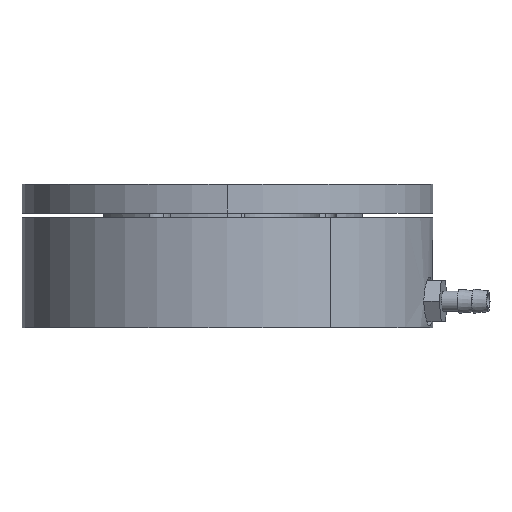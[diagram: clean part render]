
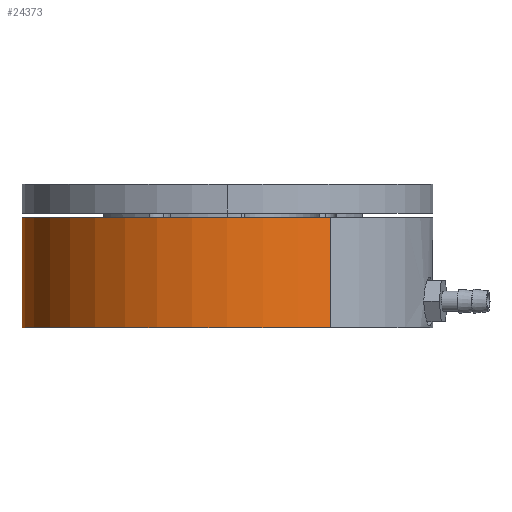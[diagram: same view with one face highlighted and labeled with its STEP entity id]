
A CAD part, left-side view. The second image highlights one B-rep face of the part: STEP entity #24373.
In plain terms, the highlighted cylindrical face has radius 22.5 mm (diameter 45 mm), a partial arc.
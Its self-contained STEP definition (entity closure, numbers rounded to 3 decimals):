
#13189 = CARTESIAN_POINT ( 'NONE',  ( 19.486, 11.25, -15.748 ) ) ;
#13296 = CARTESIAN_POINT ( 'NONE',  ( -19.486, -11.25, -3.683 ) ) ;
#13341 = DIRECTION ( 'NONE',  ( 0.866, 0.5, 0. ) ) ;
#13342 = DIRECTION ( 'NONE',  ( 0., 0., 1. ) ) ;
#13343 = CARTESIAN_POINT ( 'NONE',  ( 0., 0., -15.748 ) ) ;
#13344 = AXIS2_PLACEMENT_3D ( 'NONE', #13343, #13342, #13341 ) ;
#13345 = CYLINDRICAL_SURFACE ( 'NONE', #13344, 22.5 ) ;
#13347 = FACE_OUTER_BOUND ( 'NONE', #24374, .T. ) ;
#13379 = DIRECTION ( 'NONE',  ( -1., 0., 0. ) ) ;
#13380 = DIRECTION ( 'NONE',  ( 0., 0., -1. ) ) ;
#13381 = CARTESIAN_POINT ( 'NONE',  ( 0., 0., -3.683 ) ) ;
#13382 = AXIS2_PLACEMENT_3D ( 'NONE', #13381, #13380, #13379 ) ;
#13383 = CIRCLE ( 'NONE', #13382, 22.5 ) ;
#13448 = DIRECTION ( 'NONE',  ( 0., 0., 1. ) ) ;
#13449 = VECTOR ( 'NONE', #13448, 1000. ) ;
#13450 = CARTESIAN_POINT ( 'NONE',  ( -19.486, -11.25, -15.748 ) ) ;
#13451 = LINE ( 'NONE', #13450, #13449 ) ;
#13452 = CARTESIAN_POINT ( 'NONE',  ( -19.486, -11.25, -15.748 ) ) ;
#13453 = DIRECTION ( 'NONE',  ( 0.866, 0.5, 0. ) ) ;
#13454 = DIRECTION ( 'NONE',  ( 0., 0., 1. ) ) ;
#13455 = CARTESIAN_POINT ( 'NONE',  ( 0., 0., -15.748 ) ) ;
#13456 = AXIS2_PLACEMENT_3D ( 'NONE', #13455, #13454, #13453 ) ;
#13457 = CIRCLE ( 'NONE', #13456, 22.5 ) ;
#13458 = CARTESIAN_POINT ( 'NONE',  ( 19.486, 11.25, -3.683 ) ) ;
#13474 = DIRECTION ( 'NONE',  ( 0., 0., 1. ) ) ;
#13475 = VECTOR ( 'NONE', #13474, 1000. ) ;
#13476 = CARTESIAN_POINT ( 'NONE',  ( 19.486, 11.25, -15.748 ) ) ;
#13477 = LINE ( 'NONE', #13476, #13475 ) ;
#24045 = ORIENTED_EDGE ( 'NONE', *, *, #24388, .T. ) ;
#24291 = VERTEX_POINT ( 'NONE', #13189 ) ;
#24333 = VERTEX_POINT ( 'NONE', #13296 ) ;
#24373 = ADVANCED_FACE ( 'NONE', ( #13347 ), #13345, .T. ) ;
#24374 = EDGE_LOOP ( 'NONE', ( #24375, #24416, #24045, #24429 ) ) ;
#24375 = ORIENTED_EDGE ( 'NONE', *, *, #24414, .T. ) ;
#24388 = EDGE_CURVE ( 'NONE', #24333, #24445, #13383, .T. ) ;
#24414 = EDGE_CURVE ( 'NONE', #24291, #24415, #13457, .T. ) ;
#24415 = VERTEX_POINT ( 'NONE', #13452 ) ;
#24416 = ORIENTED_EDGE ( 'NONE', *, *, #24417, .T. ) ;
#24417 = EDGE_CURVE ( 'NONE', #24415, #24333, #13451, .T. ) ;
#24429 = ORIENTED_EDGE ( 'NONE', *, *, #24436, .F. ) ;
#24436 = EDGE_CURVE ( 'NONE', #24291, #24445, #13477, .T. ) ;
#24445 = VERTEX_POINT ( 'NONE', #13458 ) ;
